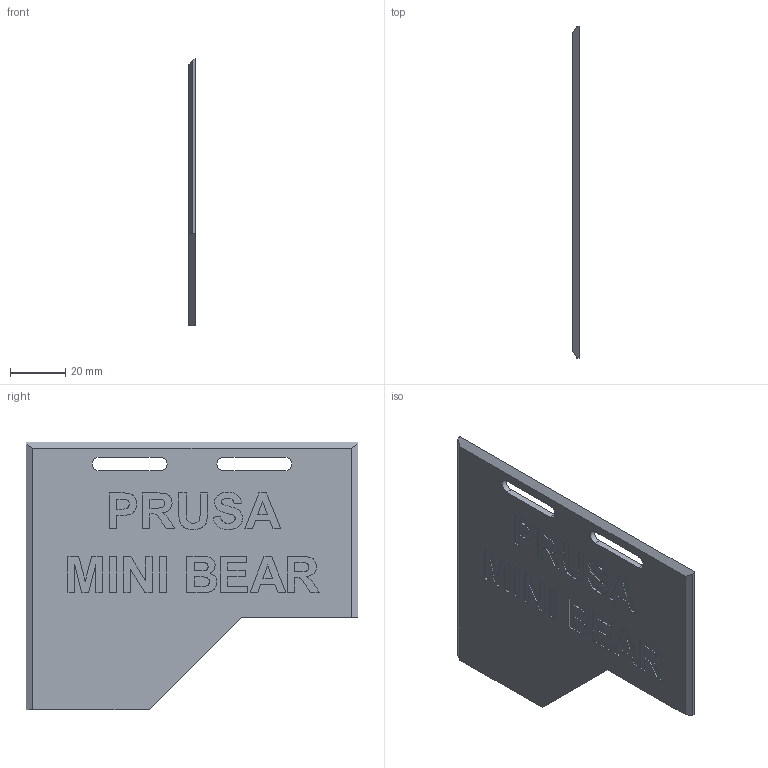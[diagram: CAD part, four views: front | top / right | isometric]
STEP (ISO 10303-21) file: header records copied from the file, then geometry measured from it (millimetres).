
FILE_DESCRIPTION(/* description */ (''),/* implementation_level */ '2;1');
FILE_NAME(/* name */ 'MB-PSU-cover.step',/* time_stamp */ '2023-04-14T22:40:59+02:00',/* author */ (''),/* organization */ (''),/* preprocessor_version */ 'ST-DEVELOPER v19.2',/* originating_system */ 'Autodesk Translation Framework v12.4.0.73',/* authorisation */ '');
FILE_SCHEMA (('AUTOMOTIVE_DESIGN { 1 0 10303 214 3 1 1 }'));
Length unit declared in the file: millimetre
Products named in the file (1): MB-PSU-cover
Bounding box: 2.2 x 119.8 x 96.7 mm (x, y, z)
Volume: 16029.3 mm3; surface area: 20167.3 mm2
Topology: 1 solids, 1 shells, 268 faces, 735 edges, 490 vertices
Faces by surface type: plane 153, bspline 111, cylinder 4
Entity records: 9700 total; most frequent: CARTESIAN_POINT 3603, ORIENTED_EDGE 1470, DIRECTION 837, EDGE_CURVE 735, LINE 505, VECTOR 505, VERTEX_POINT 490, EDGE_LOOP 293
